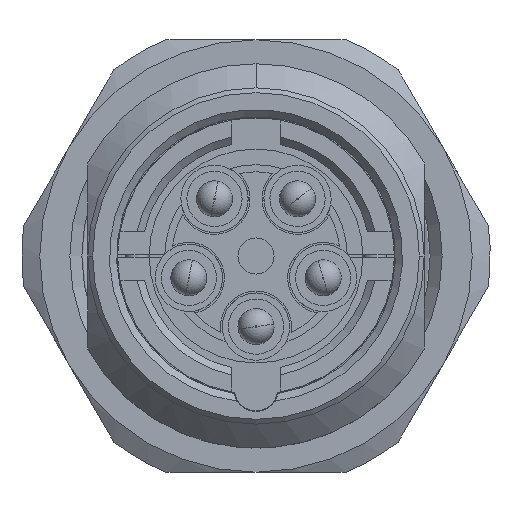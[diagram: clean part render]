
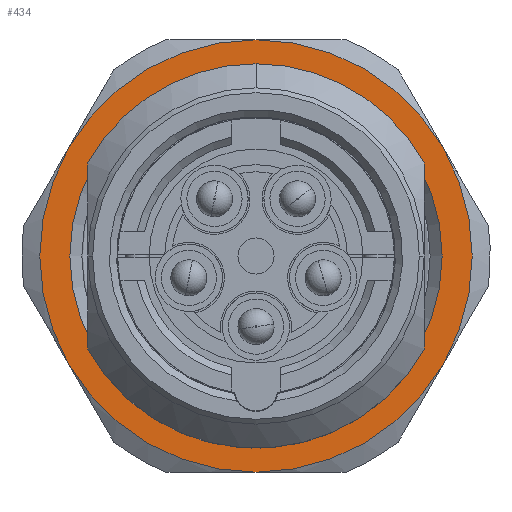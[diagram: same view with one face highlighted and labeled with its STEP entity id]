
A CAD part, front view. The second image highlights one B-rep face of the part: STEP entity #434.
In plain terms, the highlighted planar face has unit normal (0, -1, 0).
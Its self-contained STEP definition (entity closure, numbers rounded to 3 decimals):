
#9 = ORIENTED_EDGE ( 'NONE', *, *, #1149, .T. ) ;
#100 = DIRECTION ( 'NONE',  ( 0., -1., 0. ) ) ;
#102 = CIRCLE ( 'NONE', #1310, 9. ) ;
#434 = ADVANCED_FACE ( 'NONE', ( #11042, #11408 ), #9681, .F. ) ;
#550 = VERTEX_POINT ( 'NONE', #11535 ) ;
#705 = AXIS2_PLACEMENT_3D ( 'NONE', #12546, #5843, #13663 ) ;
#1090 = CARTESIAN_POINT ( 'NONE',  ( -6.178, -7.61, 26.7 ) ) ;
#1149 = EDGE_CURVE ( 'NONE', #7339, #3987, #3465, .T. ) ;
#1177 = EDGE_CURVE ( 'NONE', #4277, #7339, #14393, .T. ) ;
#1236 = DIRECTION ( 'NONE',  ( 0., -1., 0. ) ) ;
#1310 = AXIS2_PLACEMENT_3D ( 'NONE', #4653, #4554, #4404 ) ;
#1780 = DIRECTION ( 'NONE',  ( 0., -1., 0. ) ) ;
#2196 = EDGE_LOOP ( 'NONE', ( #2908, #8982 ) ) ;
#2230 = EDGE_LOOP ( 'NONE', ( #7615, #12099, #6387, #8511, #7450, #9 ) ) ;
#2908 = ORIENTED_EDGE ( 'NONE', *, *, #2965, .T. ) ;
#2952 = VERTEX_POINT ( 'NONE', #8712 ) ;
#2965 = EDGE_CURVE ( 'NONE', #2952, #5236, #14518, .T. ) ;
#3002 = CIRCLE ( 'NONE', #12594, 9. ) ;
#3148 = EDGE_CURVE ( 'NONE', #5236, #2952, #6836, .T. ) ;
#3465 = CIRCLE ( 'NONE', #6940, 9. ) ;
#3621 = CIRCLE ( 'NONE', #8151, 9. ) ;
#3987 = VERTEX_POINT ( 'NONE', #13523 ) ;
#3989 = EDGE_CURVE ( 'NONE', #11627, #8498, #102, .T. ) ;
#4120 = EDGE_CURVE ( 'NONE', #3987, #550, #3621, .T. ) ;
#4233 = CARTESIAN_POINT ( 'NONE',  ( 1.616, -7.61, 22.2 ) ) ;
#4277 = VERTEX_POINT ( 'NONE', #12092 ) ;
#4404 = DIRECTION ( 'NONE',  ( 0., 0., -1. ) ) ;
#4554 = DIRECTION ( 'NONE',  ( 0., -1., 0. ) ) ;
#4653 = CARTESIAN_POINT ( 'NONE',  ( -6.178, -7.61, 26.7 ) ) ;
#5236 = VERTEX_POINT ( 'NONE', #9075 ) ;
#5655 = CARTESIAN_POINT ( 'NONE',  ( -13.973, -7.61, 22.2 ) ) ;
#5843 = DIRECTION ( 'NONE',  ( 0., -1., 0. ) ) ;
#6076 = CARTESIAN_POINT ( 'NONE',  ( -6.178, -7.61, 26.7 ) ) ;
#6337 = CARTESIAN_POINT ( 'NONE',  ( -6.178, -7.61, 26.7 ) ) ;
#6387 = ORIENTED_EDGE ( 'NONE', *, *, #3989, .T. ) ;
#6429 = DIRECTION ( 'NONE',  ( 0., -1., 0. ) ) ;
#6588 = CIRCLE ( 'NONE', #705, 9. ) ;
#6836 = CIRCLE ( 'NONE', #13282, 7.75 ) ;
#6917 = DIRECTION ( 'NONE',  ( 0., 0., -1. ) ) ;
#6940 = AXIS2_PLACEMENT_3D ( 'NONE', #10883, #100, #12211 ) ;
#7339 = VERTEX_POINT ( 'NONE', #4233 ) ;
#7450 = ORIENTED_EDGE ( 'NONE', *, *, #1177, .T. ) ;
#7615 = ORIENTED_EDGE ( 'NONE', *, *, #4120, .T. ) ;
#7843 = EDGE_CURVE ( 'NONE', #550, #11627, #3002, .T. ) ;
#8019 = EDGE_CURVE ( 'NONE', #8498, #4277, #6588, .T. ) ;
#8151 = AXIS2_PLACEMENT_3D ( 'NONE', #12059, #6429, #14259 ) ;
#8498 = VERTEX_POINT ( 'NONE', #5655 ) ;
#8511 = ORIENTED_EDGE ( 'NONE', *, *, #8019, .T. ) ;
#8712 = CARTESIAN_POINT ( 'NONE',  ( -6.178, -7.61, 18.95 ) ) ;
#8982 = ORIENTED_EDGE ( 'NONE', *, *, #3148, .T. ) ;
#9049 = DIRECTION ( 'NONE',  ( 0., 0., 1. ) ) ;
#9075 = CARTESIAN_POINT ( 'NONE',  ( -6.178, -7.61, 34.45 ) ) ;
#9115 = DIRECTION ( 'NONE',  ( 0., 1., 0. ) ) ;
#9214 = CARTESIAN_POINT ( 'NONE',  ( -6.178, -7.61, 26.7 ) ) ;
#9426 = CARTESIAN_POINT ( 'NONE',  ( -6.178, -7.61, 26.7 ) ) ;
#9681 = PLANE ( 'NONE',  #11493 ) ;
#9796 = DIRECTION ( 'NONE',  ( 0., 1., 0. ) ) ;
#9817 = DIRECTION ( 'NONE',  ( 0., 0., 1. ) ) ;
#9893 = AXIS2_PLACEMENT_3D ( 'NONE', #6076, #1780, #14114 ) ;
#10816 = CARTESIAN_POINT ( 'NONE',  ( -13.973, -7.61, 31.2 ) ) ;
#10883 = CARTESIAN_POINT ( 'NONE',  ( -6.178, -7.61, 26.7 ) ) ;
#11042 = FACE_BOUND ( 'NONE', #2196, .T. ) ;
#11408 = FACE_OUTER_BOUND ( 'NONE', #2230, .T. ) ;
#11440 = DIRECTION ( 'NONE',  ( 0., 0., 1. ) ) ;
#11466 = DIRECTION ( 'NONE',  ( 0., 1., 0. ) ) ;
#11493 = AXIS2_PLACEMENT_3D ( 'NONE', #9426, #9796, #9817 ) ;
#11535 = CARTESIAN_POINT ( 'NONE',  ( -6.178, -7.61, 35.7 ) ) ;
#11627 = VERTEX_POINT ( 'NONE', #10816 ) ;
#12059 = CARTESIAN_POINT ( 'NONE',  ( -6.178, -7.61, 26.7 ) ) ;
#12092 = CARTESIAN_POINT ( 'NONE',  ( -6.178, -7.61, 17.7 ) ) ;
#12099 = ORIENTED_EDGE ( 'NONE', *, *, #7843, .T. ) ;
#12211 = DIRECTION ( 'NONE',  ( 0., 0., -1. ) ) ;
#12546 = CARTESIAN_POINT ( 'NONE',  ( -6.178, -7.61, 26.7 ) ) ;
#12594 = AXIS2_PLACEMENT_3D ( 'NONE', #1090, #1236, #6917 ) ;
#13282 = AXIS2_PLACEMENT_3D ( 'NONE', #6337, #11466, #11440 ) ;
#13523 = CARTESIAN_POINT ( 'NONE',  ( 1.616, -7.61, 31.2 ) ) ;
#13663 = DIRECTION ( 'NONE',  ( 0., 0., -1. ) ) ;
#14114 = DIRECTION ( 'NONE',  ( 0., 0., -1. ) ) ;
#14259 = DIRECTION ( 'NONE',  ( 0., 0., -1. ) ) ;
#14310 = AXIS2_PLACEMENT_3D ( 'NONE', #9214, #9115, #9049 ) ;
#14393 = CIRCLE ( 'NONE', #9893, 9. ) ;
#14518 = CIRCLE ( 'NONE', #14310, 7.75 ) ;
